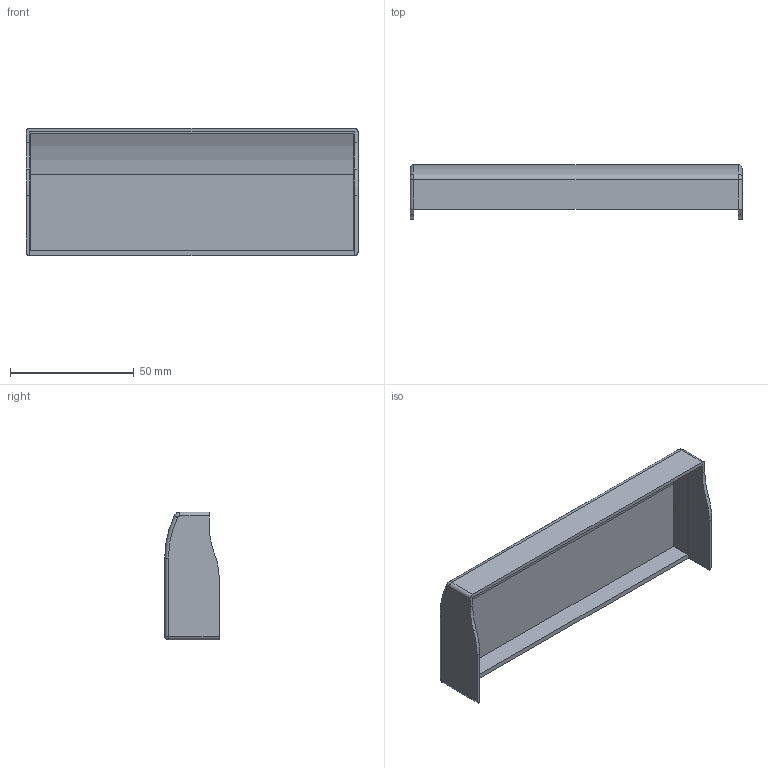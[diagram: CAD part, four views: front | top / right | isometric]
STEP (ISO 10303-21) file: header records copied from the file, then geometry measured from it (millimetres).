
FILE_DESCRIPTION(('CATIA V5 STEP Exchange','CAx-IF Rec.Pracs.--- Model Styling and Organization---1.4--- 2014-01-23'),'2;1');
FILE_NAME('638045_D000245_A-MOD-7.stp','2020-01-03T10:00:03+00:00',('none'),('none'),'CATIA Version 5-6 Release 2017 SP3','CATIA V5 STEP AP214','none');
FILE_SCHEMA(('AUTOMOTIVE_DESIGN { 1 0 10303 214 1 1 1 1 }'));
Length unit declared in the file: millimetre
Products named in the file (1): D000245_A-MOD-7
Bounding box: 134 x 22 x 51.5 mm (x, y, z)
Volume: 21616.1 mm3; surface area: 23426.6 mm2
Topology: 1 solids, 1 shells, 37 faces, 90 edges, 54 vertices
Faces by surface type: plane 17, cylinder 14, torus 4, sphere 2
Entity records: 1048 total; most frequent: CARTESIAN_POINT 178, ORIENTED_EDGE 176, DIRECTION 158, EDGE_CURVE 88, AXIS2_PLACEMENT_3D 70, VECTOR 54, LINE 54, VERTEX_POINT 54
